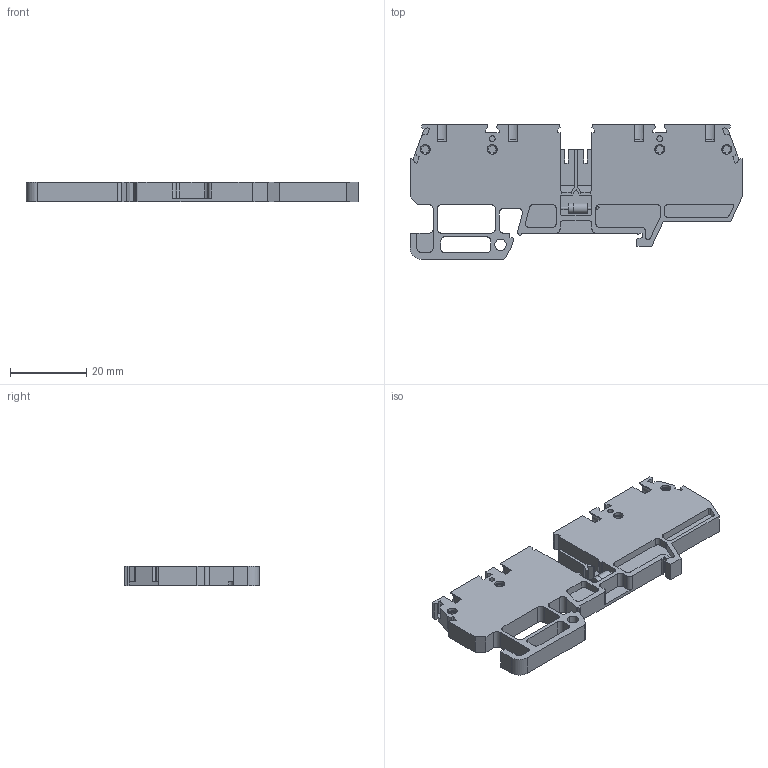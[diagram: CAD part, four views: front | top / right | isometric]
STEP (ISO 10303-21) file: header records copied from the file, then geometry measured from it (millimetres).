
FILE_DESCRIPTION (( 'STEP AP214' ), '1' );
FILE_NAME ('42414D1_DN-Q12-2-2D2-A.STEP', '2014-05-09T10:31:13', ( '' ), ( '' ), 'SwSTEP 2.0', 'SolidWorks 2013', '' );
FILE_SCHEMA (( 'AUTOMOTIVE_DESIGN' ));
Length unit declared in the file: millimetre
Products named in the file (3): 42414D1_DN-Q12-2-2D2-A; 42414_DN-Q12-2-2-A; 20310_Piega3
Assembly tree (2 placements, depth 2):
  42414D1_DN-Q12-2-2D2-A
    42414_DN-Q12-2-2-A
    20310_Piega3
Bounding box: 87.2 x 35.4 x 5 mm (x, y, z)
Volume: 8282.2 mm3; surface area: 8773.5 mm2
Topology: 1 solids, 5 shells, 478 faces, 1274 edges, 826 vertices
Faces by surface type: plane 332, cylinder 104, bspline 18, torus 16, cone 8
Entity records: 15649 total; most frequent: CARTESIAN_POINT 3330, ORIENTED_EDGE 2536, DIRECTION 2438, EDGE_CURVE 1270, LINE 954, VECTOR 954, VERTEX_POINT 826, AXIS2_PLACEMENT_3D 742
